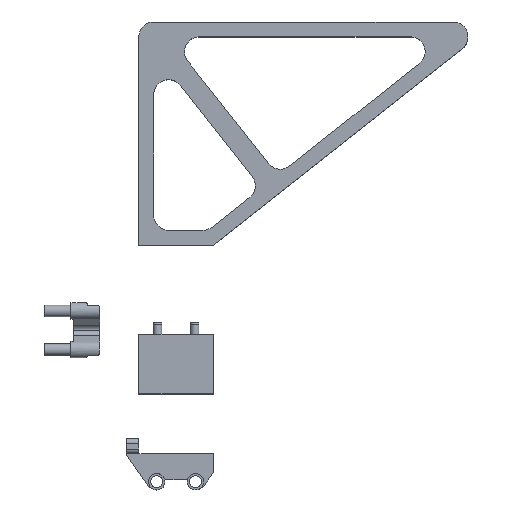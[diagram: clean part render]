
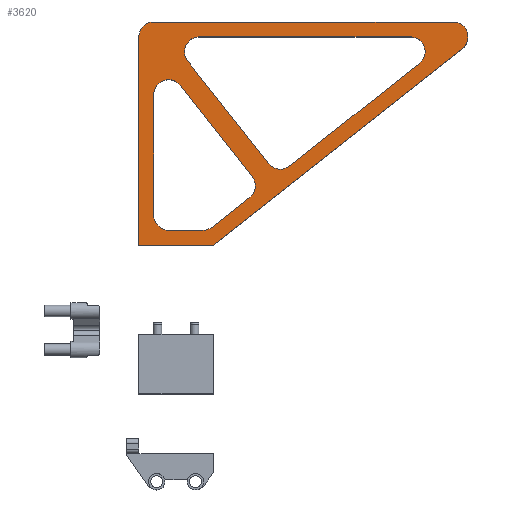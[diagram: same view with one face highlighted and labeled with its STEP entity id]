
A CAD part, top view. The second image highlights one B-rep face of the part: STEP entity #3620.
In plain terms, the highlighted planar face has unit normal (0, 0, 1).
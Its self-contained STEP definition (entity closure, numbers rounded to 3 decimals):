
#49=FACE_BOUND('',#494,.T.);
#50=FACE_BOUND('',#495,.T.);
#120=PLANE('',#3899);
#275=FACE_OUTER_BOUND('',#493,.T.);
#493=EDGE_LOOP('',(#2675,#2676,#2677,#2678,#2679,#2680));
#494=EDGE_LOOP('',(#2681,#2682,#2683,#2684,#2685,#2686,#2687,#2688));
#495=EDGE_LOOP('',(#2689,#2690,#2691,#2692,#2693,#2694));
#736=CIRCLE('',#3870,10.);
#739=CIRCLE('',#3874,10.);
#741=CIRCLE('',#3878,10.);
#743=CIRCLE('',#3881,10.);
#752=CIRCLE('',#3900,10.);
#753=CIRCLE('',#3901,10.);
#754=CIRCLE('',#3902,10.);
#755=CIRCLE('',#3903,10.);
#756=CIRCLE('',#3904,10.);
#928=LINE('',#5551,#1270);
#934=LINE('',#5581,#1276);
#939=LINE('',#5595,#1281);
#941=LINE('',#5604,#1283);
#946=LINE('',#5613,#1288);
#949=LINE('',#5619,#1291);
#950=LINE('',#5622,#1292);
#951=LINE('',#5625,#1293);
#952=LINE('',#5629,#1294);
#953=LINE('',#5633,#1295);
#954=LINE('',#5636,#1296);
#1270=VECTOR('',#4411,10.);
#1276=VECTOR('',#4443,10.);
#1281=VECTOR('',#4456,10.);
#1283=VECTOR('',#4466,10.);
#1288=VECTOR('',#4473,10.);
#1291=VECTOR('',#4478,10.);
#1292=VECTOR('',#4481,10.);
#1293=VECTOR('',#4484,10.);
#1294=VECTOR('',#4487,10.);
#1295=VECTOR('',#4490,10.);
#1296=VECTOR('',#4493,10.);
#1617=VERTEX_POINT('',#5529);
#1618=VERTEX_POINT('',#5530);
#1623=VERTEX_POINT('',#5541);
#1624=VERTEX_POINT('',#5543);
#1626=VERTEX_POINT('',#5549);
#1628=VERTEX_POINT('',#5555);
#1631=VERTEX_POINT('',#5562);
#1632=VERTEX_POINT('',#5564);
#1637=VERTEX_POINT('',#5580);
#1642=VERTEX_POINT('',#5594);
#1645=VERTEX_POINT('',#5603);
#1648=VERTEX_POINT('',#5611);
#1650=VERTEX_POINT('',#5617);
#1651=VERTEX_POINT('',#5621);
#1652=VERTEX_POINT('',#5623);
#1653=VERTEX_POINT('',#5626);
#1654=VERTEX_POINT('',#5628);
#1655=VERTEX_POINT('',#5630);
#1656=VERTEX_POINT('',#5632);
#1657=VERTEX_POINT('',#5634);
#2000=EDGE_CURVE('',#1617,#1618,#736,.T.);
#2006=EDGE_CURVE('',#1623,#1624,#739,.T.);
#2010=EDGE_CURVE('',#1623,#1626,#928,.T.);
#2013=EDGE_CURVE('',#1628,#1626,#741,.T.);
#2016=EDGE_CURVE('',#1631,#1632,#743,.T.);
#2024=EDGE_CURVE('',#1637,#1618,#934,.T.);
#2031=EDGE_CURVE('',#1642,#1637,#939,.T.);
#2035=EDGE_CURVE('',#1645,#1624,#941,.T.);
#2040=EDGE_CURVE('',#1631,#1648,#946,.T.);
#2043=EDGE_CURVE('',#1628,#1650,#949,.T.);
#2044=EDGE_CURVE('',#1617,#1651,#950,.T.);
#2045=EDGE_CURVE('',#1652,#1651,#752,.T.);
#2046=EDGE_CURVE('',#1652,#1642,#951,.T.);
#2047=EDGE_CURVE('',#1653,#1648,#753,.T.);
#2048=EDGE_CURVE('',#1653,#1654,#952,.T.);
#2049=EDGE_CURVE('',#1655,#1654,#754,.T.);
#2050=EDGE_CURVE('',#1655,#1656,#953,.T.);
#2051=EDGE_CURVE('',#1657,#1656,#755,.T.);
#2052=EDGE_CURVE('',#1657,#1632,#954,.T.);
#2053=EDGE_CURVE('',#1645,#1650,#756,.T.);
#2675=ORIENTED_EDGE('',*,*,#2044,.T.);
#2676=ORIENTED_EDGE('',*,*,#2045,.F.);
#2677=ORIENTED_EDGE('',*,*,#2046,.T.);
#2678=ORIENTED_EDGE('',*,*,#2031,.T.);
#2679=ORIENTED_EDGE('',*,*,#2024,.T.);
#2680=ORIENTED_EDGE('',*,*,#2000,.F.);
#2681=ORIENTED_EDGE('',*,*,#2040,.T.);
#2682=ORIENTED_EDGE('',*,*,#2047,.F.);
#2683=ORIENTED_EDGE('',*,*,#2048,.T.);
#2684=ORIENTED_EDGE('',*,*,#2049,.F.);
#2685=ORIENTED_EDGE('',*,*,#2050,.T.);
#2686=ORIENTED_EDGE('',*,*,#2051,.F.);
#2687=ORIENTED_EDGE('',*,*,#2052,.T.);
#2688=ORIENTED_EDGE('',*,*,#2016,.F.);
#2689=ORIENTED_EDGE('',*,*,#2035,.T.);
#2690=ORIENTED_EDGE('',*,*,#2006,.F.);
#2691=ORIENTED_EDGE('',*,*,#2010,.T.);
#2692=ORIENTED_EDGE('',*,*,#2013,.F.);
#2693=ORIENTED_EDGE('',*,*,#2043,.T.);
#2694=ORIENTED_EDGE('',*,*,#2053,.F.);
#3620=ADVANCED_FACE('',(#275,#49,#50),#120,.T.);
#3870=AXIS2_PLACEMENT_3D('',#5531,#4393,#4394);
#3874=AXIS2_PLACEMENT_3D('',#5544,#4404,#4405);
#3878=AXIS2_PLACEMENT_3D('',#5557,#4417,#4418);
#3881=AXIS2_PLACEMENT_3D('',#5565,#4424,#4425);
#3899=AXIS2_PLACEMENT_3D('',#5620,#4479,#4480);
#3900=AXIS2_PLACEMENT_3D('',#5624,#4482,#4483);
#3901=AXIS2_PLACEMENT_3D('',#5627,#4485,#4486);
#3902=AXIS2_PLACEMENT_3D('',#5631,#4488,#4489);
#3903=AXIS2_PLACEMENT_3D('',#5635,#4491,#4492);
#3904=AXIS2_PLACEMENT_3D('',#5637,#4494,#4495);
#4393=DIRECTION('center_axis',(0.,0.,-1.));
#4394=DIRECTION('ref_axis',(0.945,0.328,0.));
#4404=DIRECTION('center_axis',(0.,0.,1.));
#4405=DIRECTION('ref_axis',(0.945,0.328,0.));
#4411=DIRECTION('',(-0.785,-0.62,0.));
#4417=DIRECTION('center_axis',(0.,0.,1.));
#4418=DIRECTION('ref_axis',(-0.117,-0.993,0.));
#4424=DIRECTION('center_axis',(0.,0.,1.));
#4425=DIRECTION('ref_axis',(0.993,-0.117,0.));
#4443=DIRECTION('',(0.785,0.62,0.));
#4456=DIRECTION('',(1.,0.,0.));
#4466=DIRECTION('',(1.,0.,0.));
#4473=DIRECTION('',(-0.785,-0.62,0.));
#4478=DIRECTION('',(-0.62,0.785,0.));
#4479=DIRECTION('center_axis',(0.,0.,1.));
#4480=DIRECTION('ref_axis',(1.,0.,0.));
#4481=DIRECTION('',(-1.,0.,0.));
#4482=DIRECTION('center_axis',(0.,0.,-1.));
#4483=DIRECTION('ref_axis',(-0.707,0.707,0.));
#4484=DIRECTION('',(0.,-1.,0.));
#4485=DIRECTION('center_axis',(0.,0.,1.));
#4486=DIRECTION('ref_axis',(0.328,-0.945,0.));
#4487=DIRECTION('',(-1.,0.,0.));
#4488=DIRECTION('center_axis',(0.,0.,1.));
#4489=DIRECTION('ref_axis',(-0.707,-0.707,0.));
#4490=DIRECTION('',(0.,1.,0.));
#4491=DIRECTION('center_axis',(0.,0.,1.));
#4492=DIRECTION('ref_axis',(-0.328,0.945,0.));
#4493=DIRECTION('',(0.62,-0.785,0.));
#4494=DIRECTION('center_axis',(0.,0.,1.));
#4495=DIRECTION('ref_axis',(-0.9,0.436,0.));
#5529=CARTESIAN_POINT('',(21.195,730.,869.774));
#5530=CARTESIAN_POINT('',(27.391,712.151,869.774));
#5531=CARTESIAN_POINT('Origin',(21.195,720.,869.774));
#5541=CARTESIAN_POINT('',(-1.413,702.151,869.774));
#5543=CARTESIAN_POINT('',(-7.61,720.,869.774));
#5544=CARTESIAN_POINT('Origin',(-7.61,710.,869.774));
#5549=CARTESIAN_POINT('',(-88.74,633.209,869.774));
#5551=CARTESIAN_POINT('',(-143.472,590.,869.774));
#5555=CARTESIAN_POINT('',(-102.785,634.861,869.774));
#5557=CARTESIAN_POINT('Origin',(-94.937,641.058,869.774));
#5562=CARTESIAN_POINT('',(-115.462,612.113,869.774));
#5564=CARTESIAN_POINT('',(-113.809,626.158,869.774));
#5565=CARTESIAN_POINT('Origin',(-121.658,619.962,869.774));
#5580=CARTESIAN_POINT('',(-140.,580.,869.774));
#5581=CARTESIAN_POINT('',(-140.,580.,869.774));
#5594=CARTESIAN_POINT('',(-190.,580.,869.774));
#5595=CARTESIAN_POINT('',(-190.,580.,869.774));
#5603=CARTESIAN_POINT('',(-149.365,720.,869.774));
#5604=CARTESIAN_POINT('',(-180.,720.,869.774));
#5611=CARTESIAN_POINT('',(-140.747,592.151,869.774));
#5613=CARTESIAN_POINT('',(-143.472,590.,869.774));
#5617=CARTESIAN_POINT('',(-157.213,703.804,869.774));
#5619=CARTESIAN_POINT('',(-170.,720.,869.774));
#5620=CARTESIAN_POINT('Origin',(-70.,655.,869.774));
#5621=CARTESIAN_POINT('',(-180.,730.,869.774));
#5622=CARTESIAN_POINT('',(-190.,730.,869.774));
#5623=CARTESIAN_POINT('',(-190.,720.,869.774));
#5624=CARTESIAN_POINT('Origin',(-180.,720.,869.774));
#5625=CARTESIAN_POINT('',(-190.,580.,869.774));
#5626=CARTESIAN_POINT('',(-146.943,590.,869.774));
#5627=CARTESIAN_POINT('Origin',(-146.943,600.,869.774));
#5628=CARTESIAN_POINT('',(-170.,590.,869.774));
#5629=CARTESIAN_POINT('',(-180.,590.,869.774));
#5630=CARTESIAN_POINT('',(-180.,600.,869.774));
#5631=CARTESIAN_POINT('Origin',(-170.,600.,869.774));
#5632=CARTESIAN_POINT('',(-180.,681.195,869.774));
#5633=CARTESIAN_POINT('',(-180.,590.,869.774));
#5634=CARTESIAN_POINT('',(-162.151,687.391,869.774));
#5635=CARTESIAN_POINT('Origin',(-170.,681.195,869.774));
#5636=CARTESIAN_POINT('',(-180.,710.,869.774));
#5637=CARTESIAN_POINT('Origin',(-149.365,710.,869.774));
